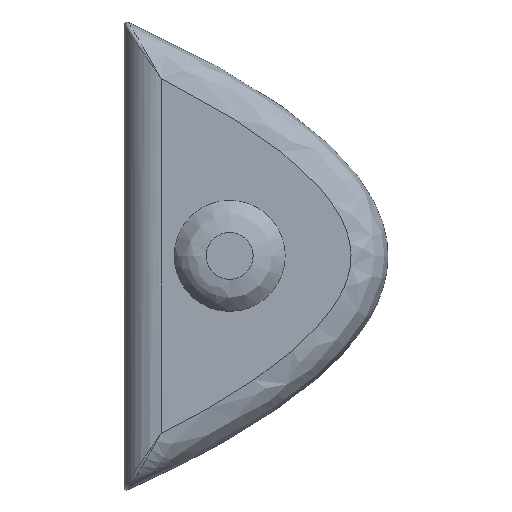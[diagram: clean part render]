
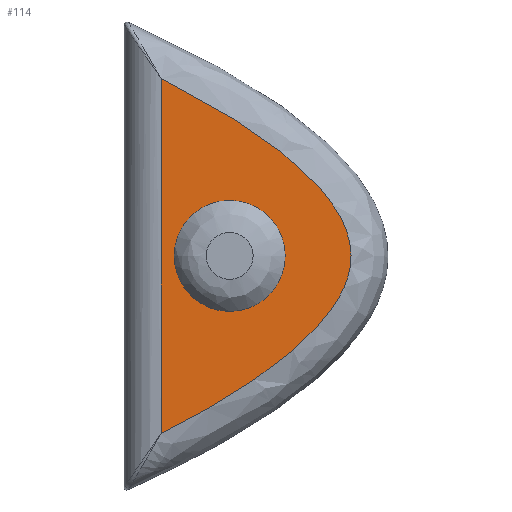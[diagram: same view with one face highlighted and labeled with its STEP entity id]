
A CAD part, top view. The second image highlights one B-rep face of the part: STEP entity #114.
In plain terms, the highlighted planar face has unit normal (0, 0, 1).
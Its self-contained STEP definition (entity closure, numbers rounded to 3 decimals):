
#15=FACE_BOUND('',#50,.T.);
#17=LINE('',#549,#19);
#19=VECTOR('',#152,10.);
#28=B_SPLINE_CURVE_WITH_KNOTS('',3,(#778,#779,#780,#781,#782,#783,#784,
#785,#786,#787,#788,#789,#790,#791,#792,#793,#794,#795,#796,#797,#798,#799,
#800,#801,#802,#803,#804,#805,#806,#807),.UNSPECIFIED.,.F.,.F.,(4,1,1,1,
1,1,1,1,1,1,1,1,1,1,1,1,1,1,1,1,1,1,1,1,1,1,1,4),(-80.875,-75.547,
-72.424,-71.383,-69.301,-63.056,
-58.892,-54.729,-53.341,-51.953,
-50.565,-47.789,-46.401,-45.361,
-44.32,-43.279,-42.238,-40.156,
-38.074,-35.992,-33.911,-29.747,
-25.583,-19.338,-17.256,-16.215,
-13.093,-7.766),.UNSPECIFIED.);
#33=PLANE('',#136);
#41=FACE_OUTER_BOUND('',#49,.T.);
#49=EDGE_LOOP('',(#99,#100));
#50=EDGE_LOOP('',(#101,#102));
#54=CIRCLE('',#132,75.);
#55=CIRCLE('',#133,75.);
#57=VERTEX_POINT('',#188);
#58=VERTEX_POINT('',#190);
#61=VERTEX_POINT('',#356);
#64=VERTEX_POINT('',#515);
#67=EDGE_CURVE('',#58,#57,#54,.T.);
#68=EDGE_CURVE('',#57,#58,#55,.T.);
#75=EDGE_CURVE('',#61,#64,#17,.T.);
#78=EDGE_CURVE('',#64,#61,#28,.T.);
#99=ORIENTED_EDGE('',*,*,#75,.F.);
#100=ORIENTED_EDGE('',*,*,#78,.F.);
#101=ORIENTED_EDGE('',*,*,#67,.T.);
#102=ORIENTED_EDGE('',*,*,#68,.T.);
#114=ADVANCED_FACE('',(#41,#15),#33,.T.);
#132=AXIS2_PLACEMENT_3D('',#191,#144,#145);
#133=AXIS2_PLACEMENT_3D('',#192,#146,#147);
#136=AXIS2_PLACEMENT_3D('',#808,#154,#155);
#144=DIRECTION('center_axis',(0.,0.,-1.));
#145=DIRECTION('ref_axis',(1.,0.,0.));
#146=DIRECTION('center_axis',(0.,0.,-1.));
#147=DIRECTION('ref_axis',(1.,0.,0.));
#152=DIRECTION('',(0.,1.,0.));
#154=DIRECTION('center_axis',(0.,0.,1.));
#155=DIRECTION('ref_axis',(1.,0.,0.));
#188=CARTESIAN_POINT('',(50.,0.,50.));
#190=CARTESIAN_POINT('',(200.,0.,50.));
#191=CARTESIAN_POINT('Origin',(125.,0.,50.));
#192=CARTESIAN_POINT('Origin',(125.,0.,50.));
#356=CARTESIAN_POINT('',(32.209,-239.819,50.));
#515=CARTESIAN_POINT('',(32.262,239.797,50.));
#549=CARTESIAN_POINT('',(32.253,159.242,50.));
#778=CARTESIAN_POINT('Ctrl Pts',(32.262,239.797,50.));
#779=CARTESIAN_POINT('Ctrl Pts',(48.157,231.886,50.));
#780=CARTESIAN_POINT('Ctrl Pts',(73.145,218.901,50.));
#781=CARTESIAN_POINT('Ctrl Pts',(100.704,203.344,50.));
#782=CARTESIAN_POINT('Ctrl Pts',(118.63,192.75,50.));
#783=CARTESIAN_POINT('Ctrl Pts',(145.264,176.42,50.));
#784=CARTESIAN_POINT('Ctrl Pts',(179.74,153.032,50.));
#785=CARTESIAN_POINT('Ctrl Pts',(217.433,122.401,50.));
#786=CARTESIAN_POINT('Ctrl Pts',(240.55,99.616,50.));
#787=CARTESIAN_POINT('Ctrl Pts',(255.411,81.877,50.));
#788=CARTESIAN_POINT('Ctrl Pts',(263.706,70.744,50.));
#789=CARTESIAN_POINT('Ctrl Pts',(273.749,55.2,50.));
#790=CARTESIAN_POINT('Ctrl Pts',(281.915,38.5,50.));
#791=CARTESIAN_POINT('Ctrl Pts',(286.778,21.799,50.));
#792=CARTESIAN_POINT('Ctrl Pts',(288.679,10.375,50.));
#793=CARTESIAN_POINT('Ctrl Pts',(289.262,-0.035,50.));
#794=CARTESIAN_POINT('Ctrl Pts',(288.67,-10.441,50.));
#795=CARTESIAN_POINT('Ctrl Pts',(286.374,-24.154,50.));
#796=CARTESIAN_POINT('Ctrl Pts',(280.935,-40.707,50.));
#797=CARTESIAN_POINT('Ctrl Pts',(271.391,-59.257,50.));
#798=CARTESIAN_POINT('Ctrl Pts',(259.737,-76.533,50.));
#799=CARTESIAN_POINT('Ctrl Pts',(242.144,-98.035,50.));
#800=CARTESIAN_POINT('Ctrl Pts',(217.373,-122.442,50.));
#801=CARTESIAN_POINT('Ctrl Pts',(179.674,-153.069,50.));
#802=CARTESIAN_POINT('Ctrl Pts',(145.198,-176.454,50.));
#803=CARTESIAN_POINT('Ctrl Pts',(118.562,-192.782,50.));
#804=CARTESIAN_POINT('Ctrl Pts',(100.636,-203.376,50.));
#805=CARTESIAN_POINT('Ctrl Pts',(73.081,-218.929,50.));
#806=CARTESIAN_POINT('Ctrl Pts',(48.099,-231.911,50.));
#807=CARTESIAN_POINT('Ctrl Pts',(32.209,-239.819,50.));
#808=CARTESIAN_POINT('Origin',(341.1,-0.015,50.));
